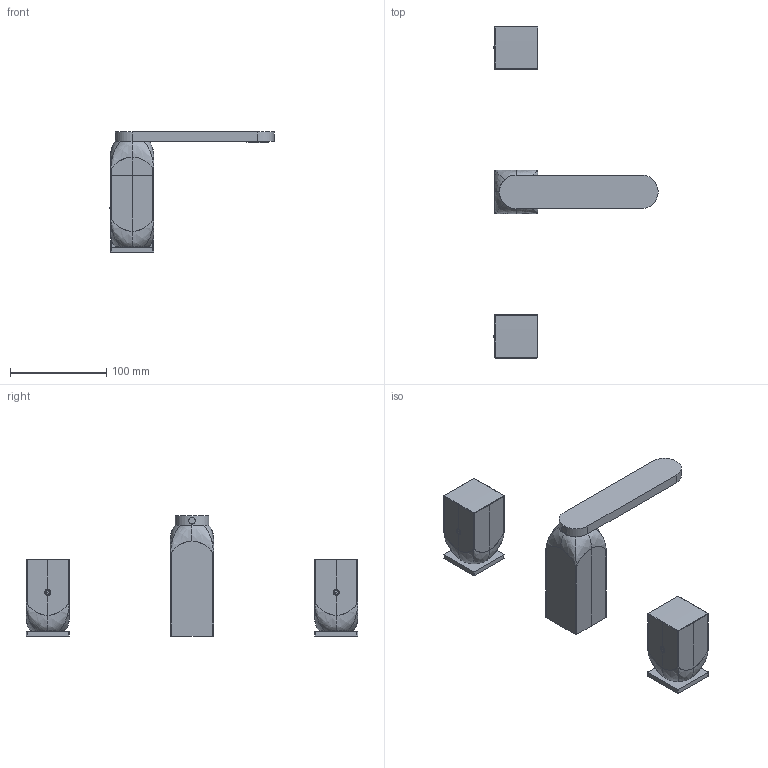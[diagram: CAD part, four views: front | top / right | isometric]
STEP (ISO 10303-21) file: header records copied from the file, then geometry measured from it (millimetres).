
FILE_DESCRIPTION(('CATIA V5 STEP Exchange','CAx-IF Rec.Pracs.--- Model Styling and Organization---1.5--- 2016-08-15','CAx-IF Rec.Pracs.---Supplemental Geometry---1.0---2011-11-01','CAx-IF Rec.Pracs.--- Composite Materials ---3.4---2017-06-13','CAx-IF Rec.Pracs.---Tessellated 3D Geometry---1.0---2015-12-17'),'2;1');
FILE_NAME('RI001060 Lavabo 3 fori.stp','2023-01-26T09:21:36+00:00',('none'),('none'),'CATIA Version 5-6 Release 2020 SP2','CATIA V5 STEP AP242 v2','none');
FILE_SCHEMA(('AP242_MANAGED_MODEL_BASED_3D_ENGINEERING_MIM_LF {1 0 10303 442 1 1 4}'));
Products named in the file (1): RI001060_AllCATPart
Bounding box: 170.7 x 345.02 x 125 mm (x, y, z)
Volume: 2345.1 mm3; surface area: 71250.2 mm2
Topology: 4 solids, 126 shells, 894 faces, 2588 edges, 1920 vertices
Faces by surface type: plane 714, cylinder 66, bspline 56, extrusion 24, torus 16, cone 14, sphere 4
Entity records: 49203 total; most frequent: CARTESIAN_POINT 28692, ORIENTED_EDGE 4556, DIRECTION 2721, EDGE_CURVE 2584, VECTOR 2000, LINE 1976, VERTEX_POINT 1920, EDGE_LOOP 999
